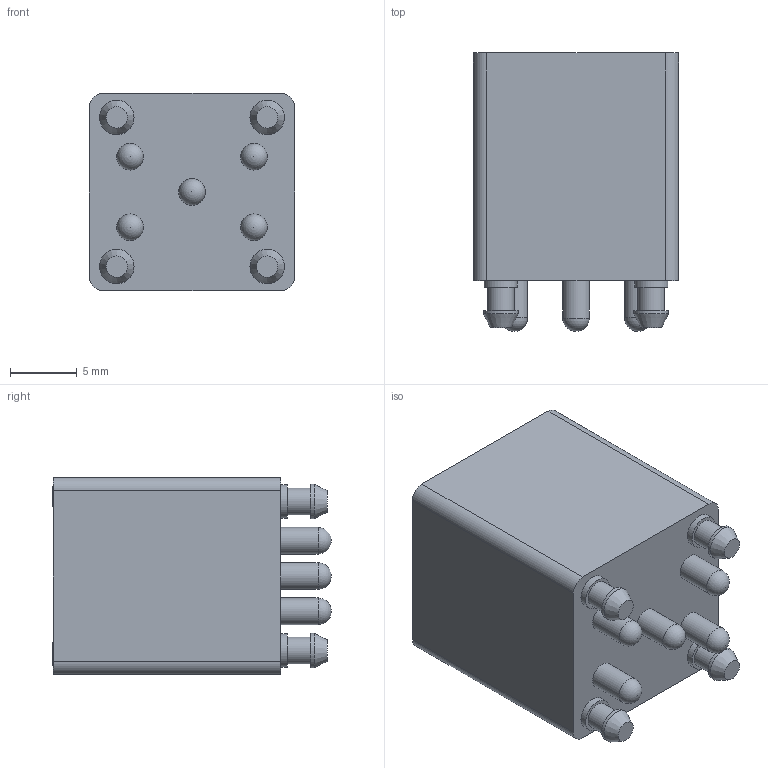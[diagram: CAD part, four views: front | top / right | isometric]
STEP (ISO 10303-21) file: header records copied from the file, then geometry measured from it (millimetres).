
FILE_DESCRIPTION(/* description */ (''),/* implementation_level */ '2;1');
FILE_NAME(/* name */ '100182976ugm000_b.stp',/* time_stamp */ '2015-01-26T07:14:29+01:00',/* author */ (''),/* organization */ (''),/* preprocessor_version */ 'ST-DEVELOPER v15',/* originating_system */ 'SIEMENS PLM Software NX 8.5',/* authorisation */ '');
FILE_SCHEMA (('AUTOMOTIVE_DESIGN { 1 0 10303 214 3 1 1 1 }'));
Length unit declared in the file: millimetre
Products named in the file (1): 100182976ugm000_b
Bounding box: 15.4 x 20.93 x 14.8 mm (x, y, z)
Volume: 2654.4 mm3; surface area: 3201.7 mm2
Topology: 1 solids, 1 shells, 178 faces, 425 edges, 277 vertices
Faces by surface type: plane 110, cylinder 41, cone 17, sphere 10
Full cylindrical faces by diameter (mm): 2 x14, 2.5 x4, 2.6 x4, 2.9 x5
Entity records: 5017 total; most frequent: CARTESIAN_POINT 841, DIRECTION 826, ORIENTED_EDGE 738, EDGE_CURVE 369, AXIS2_PLACEMENT_3D 286, VERTEX_POINT 277, LINE 254, VECTOR 254
